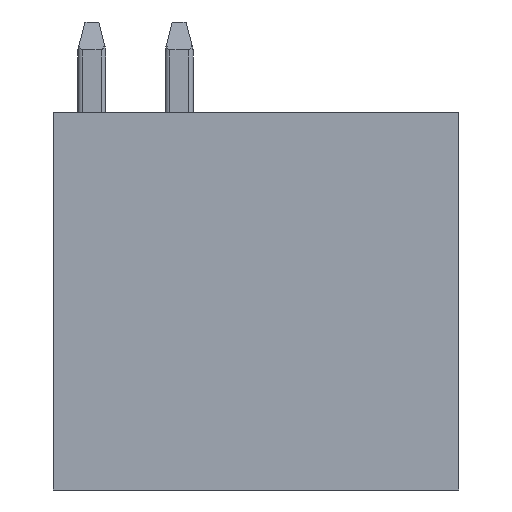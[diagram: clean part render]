
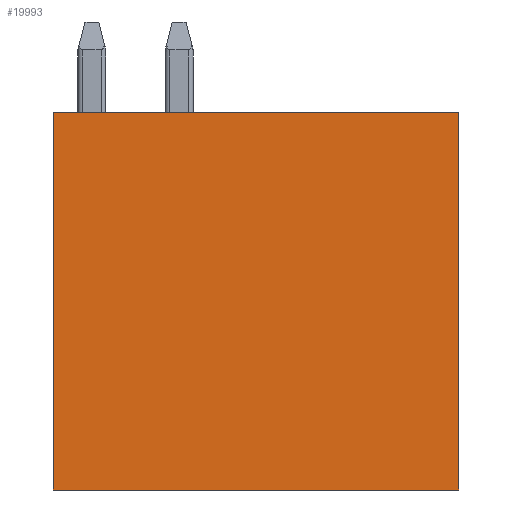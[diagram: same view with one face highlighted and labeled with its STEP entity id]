
A CAD part, front view. The second image highlights one B-rep face of the part: STEP entity #19993.
In plain terms, the highlighted planar face has unit normal (0, -1, 0).
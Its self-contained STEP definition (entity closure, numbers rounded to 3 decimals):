
#4833=DIRECTION('',(0.,0.,1.));
#4834=VECTOR('',#4833,10.8);
#4835=CARTESIAN_POINT('',(-5.49,-35.8,-6.62));
#4836=LINE('',#4835,#4834);
#4837=DIRECTION('',(1.,0.,0.));
#4838=VECTOR('',#4837,11.6);
#4839=CARTESIAN_POINT('',(-5.49,-35.8,4.18));
#4840=LINE('',#4839,#4838);
#4841=DIRECTION('',(0.,0.,-1.));
#4842=VECTOR('',#4841,10.8);
#4843=CARTESIAN_POINT('',(6.11,-35.8,4.18));
#4844=LINE('',#4843,#4842);
#4845=DIRECTION('',(-1.,0.,0.));
#4846=VECTOR('',#4845,11.6);
#4847=CARTESIAN_POINT('',(6.11,-35.8,-6.62));
#4848=LINE('',#4847,#4846);
#11929=CARTESIAN_POINT('',(-5.49,-35.8,-6.62));
#11930=CARTESIAN_POINT('',(-5.49,-35.8,4.18));
#11931=VERTEX_POINT('',#11929);
#11932=VERTEX_POINT('',#11930);
#11933=CARTESIAN_POINT('',(6.11,-35.8,4.18));
#11934=VERTEX_POINT('',#11933);
#11935=CARTESIAN_POINT('',(6.11,-35.8,-6.62));
#11936=VERTEX_POINT('',#11935);
#19982=CARTESIAN_POINT('',(0.,-35.8,0.));
#19983=DIRECTION('',(0.,1.,0.));
#19984=DIRECTION('',(1.,0.,0.));
#19985=AXIS2_PLACEMENT_3D('',#19982,#19983,#19984);
#19986=PLANE('',#19985);
#19987=ORIENTED_EDGE('',*,*,#14834,.T.);
#19988=ORIENTED_EDGE('',*,*,#15088,.T.);
#19989=ORIENTED_EDGE('',*,*,#15180,.T.);
#19990=ORIENTED_EDGE('',*,*,#19976,.T.);
#19991=EDGE_LOOP('',(#19987,#19988,#19989,#19990));
#19992=FACE_OUTER_BOUND('',#19991,.F.);
#19993=ADVANCED_FACE('',(#19992),#19986,.F.);
#14834=EDGE_CURVE('',#11931,#11932,#4836,.T.);
#15088=EDGE_CURVE('',#11932,#11934,#4840,.T.);
#15180=EDGE_CURVE('',#11934,#11936,#4844,.T.);
#19976=EDGE_CURVE('',#11936,#11931,#4848,.T.);
